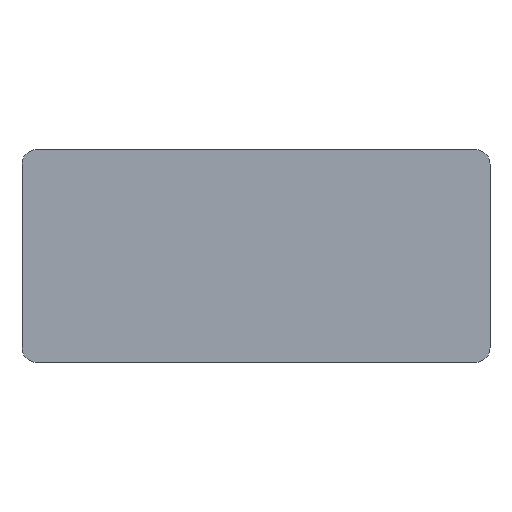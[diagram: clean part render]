
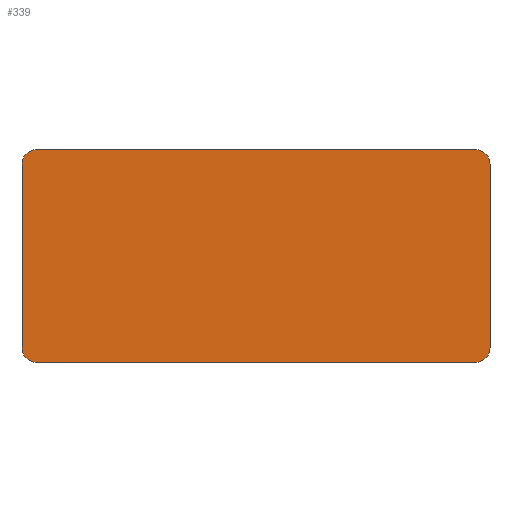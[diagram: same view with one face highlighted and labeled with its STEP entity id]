
A CAD part, front view. The second image highlights one B-rep face of the part: STEP entity #339.
In plain terms, the highlighted planar face has unit normal (0, -1, 0).
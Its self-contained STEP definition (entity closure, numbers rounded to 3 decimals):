
#21=PLANE('',#384);
#36=FACE_OUTER_BOUND('',#56,.T.);
#56=EDGE_LOOP('',(#274,#275,#276,#277,#278,#279,#280,#281));
#70=LINE('',#517,#102);
#80=LINE('',#553,#112);
#83=LINE('',#562,#115);
#85=LINE('',#567,#117);
#102=VECTOR('',#412,10.);
#112=VECTOR('',#444,10.);
#115=VECTOR('',#453,10.);
#117=VECTOR('',#461,10.);
#130=CIRCLE('',#364,5.);
#139=CIRCLE('',#376,5.);
#140=CIRCLE('',#379,5.);
#141=CIRCLE('',#382,5.);
#146=VERTEX_POINT('',#504);
#147=VERTEX_POINT('',#505);
#151=VERTEX_POINT('',#515);
#165=VERTEX_POINT('',#547);
#166=VERTEX_POINT('',#551);
#167=VERTEX_POINT('',#555);
#168=VERTEX_POINT('',#556);
#169=VERTEX_POINT('',#561);
#178=EDGE_CURVE('',#146,#147,#130,.T.);
#184=EDGE_CURVE('',#146,#151,#70,.T.);
#199=EDGE_CURVE('',#165,#151,#139,.T.);
#202=EDGE_CURVE('',#165,#166,#80,.T.);
#203=EDGE_CURVE('',#167,#168,#140,.T.);
#206=EDGE_CURVE('',#169,#168,#83,.T.);
#208=EDGE_CURVE('',#169,#166,#141,.T.);
#209=EDGE_CURVE('',#167,#147,#85,.T.);
#274=ORIENTED_EDGE('',*,*,#178,.F.);
#275=ORIENTED_EDGE('',*,*,#184,.T.);
#276=ORIENTED_EDGE('',*,*,#199,.F.);
#277=ORIENTED_EDGE('',*,*,#202,.T.);
#278=ORIENTED_EDGE('',*,*,#208,.F.);
#279=ORIENTED_EDGE('',*,*,#206,.T.);
#280=ORIENTED_EDGE('',*,*,#203,.F.);
#281=ORIENTED_EDGE('',*,*,#209,.T.);
#339=ADVANCED_FACE('',(#36),#21,.T.);
#364=AXIS2_PLACEMENT_3D('',#506,#402,#403);
#376=AXIS2_PLACEMENT_3D('',#548,#438,#439);
#379=AXIS2_PLACEMENT_3D('',#557,#447,#448);
#382=AXIS2_PLACEMENT_3D('',#565,#457,#458);
#384=AXIS2_PLACEMENT_3D('',#568,#462,#463);
#402=DIRECTION('center_axis',(0.,1.,0.));
#403=DIRECTION('ref_axis',(-0.707,0.,-0.707));
#412=DIRECTION('',(1.,0.,0.));
#438=DIRECTION('center_axis',(0.,1.,0.));
#439=DIRECTION('ref_axis',(0.707,0.,-0.707));
#444=DIRECTION('',(0.,0.,1.));
#447=DIRECTION('center_axis',(0.,1.,0.));
#448=DIRECTION('ref_axis',(-0.707,0.,0.707));
#453=DIRECTION('',(-1.,0.,0.));
#457=DIRECTION('center_axis',(0.,1.,0.));
#458=DIRECTION('ref_axis',(0.707,0.,0.707));
#461=DIRECTION('',(0.,0.,-1.));
#462=DIRECTION('center_axis',(0.,-1.,0.));
#463=DIRECTION('ref_axis',(0.,0.,-1.));
#504=CARTESIAN_POINT('',(-76.5,-2.,-37.));
#505=CARTESIAN_POINT('',(-81.5,-2.,-32.));
#506=CARTESIAN_POINT('Origin',(-76.5,-2.,-32.));
#515=CARTESIAN_POINT('',(76.5,-2.,-37.));
#517=CARTESIAN_POINT('',(-81.5,-2.,-37.));
#547=CARTESIAN_POINT('',(81.5,-2.,-32.));
#548=CARTESIAN_POINT('Origin',(76.5,-2.,-32.));
#551=CARTESIAN_POINT('',(81.5,-2.,32.));
#553=CARTESIAN_POINT('',(81.5,-2.,-37.));
#555=CARTESIAN_POINT('',(-81.5,-2.,32.));
#556=CARTESIAN_POINT('',(-76.5,-2.,37.));
#557=CARTESIAN_POINT('Origin',(-76.5,-2.,32.));
#561=CARTESIAN_POINT('',(76.5,-2.,37.));
#562=CARTESIAN_POINT('',(81.5,-2.,37.));
#565=CARTESIAN_POINT('Origin',(76.5,-2.,32.));
#567=CARTESIAN_POINT('',(-81.5,-2.,37.));
#568=CARTESIAN_POINT('Origin',(0.,-2.,0.));
